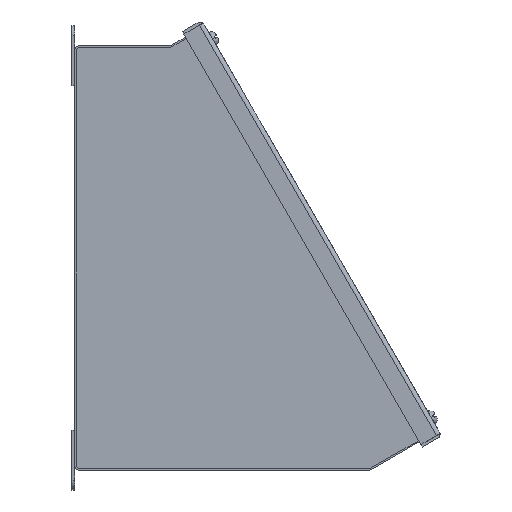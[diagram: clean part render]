
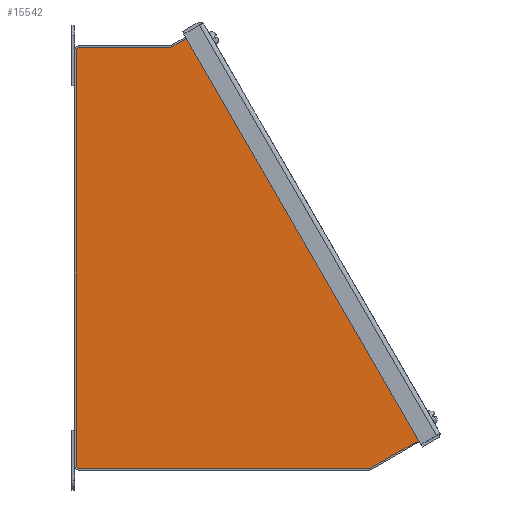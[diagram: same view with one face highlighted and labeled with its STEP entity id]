
A CAD part, left-side view. The second image highlights one B-rep face of the part: STEP entity #15542.
In plain terms, the highlighted planar face has unit normal (-1, 0, 0).
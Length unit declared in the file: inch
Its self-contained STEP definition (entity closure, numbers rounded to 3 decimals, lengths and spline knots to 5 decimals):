
#385 = LINE ( 'NONE', #21325, #16393 ) ;
#642 = VECTOR ( 'NONE', #23519, 39.37008 ) ;
#760 = DIRECTION ( 'NONE',  ( 0., -1., 0. ) ) ;
#873 = ORIENTED_EDGE ( 'NONE', *, *, #14413, .T. ) ;
#1041 = AXIS2_PLACEMENT_3D ( 'NONE', #7012, #9951, #12138 ) ;
#1095 = EDGE_CURVE ( 'NONE', #11814, #19895, #30253, .T. ) ;
#1161 = CARTESIAN_POINT ( 'NONE',  ( -5.375, 3.57128, -5.1894 ) ) ;
#1181 = ORIENTED_EDGE ( 'NONE', *, *, #13648, .T. ) ;
#1281 = DIRECTION ( 'NONE',  ( 0., 0., -1. ) ) ;
#1519 = CARTESIAN_POINT ( 'NONE',  ( -5.375, -4.79819, -3.80059 ) ) ;
#1607 = EDGE_CURVE ( 'NONE', #29775, #21070, #5109, .T. ) ;
#1628 = VERTEX_POINT ( 'NONE', #12861 ) ;
#1664 = ORIENTED_EDGE ( 'NONE', *, *, #19750, .T. ) ;
#1749 = ORIENTED_EDGE ( 'NONE', *, *, #14830, .T. ) ;
#1908 = ORIENTED_EDGE ( 'NONE', *, *, #13819, .T. ) ;
#2389 = AXIS2_PLACEMENT_3D ( 'NONE', #1161, #10632, #3786 ) ;
#2409 = ORIENTED_EDGE ( 'NONE', *, *, #1095, .F. ) ;
#3005 = VERTEX_POINT ( 'NONE', #1519 ) ;
#3391 = CARTESIAN_POINT ( 'NONE',  ( -5.375, 0.60346, 5.69934 ) ) ;
#3690 = CARTESIAN_POINT ( 'NONE',  ( -5.375, -4.79823, -3.80066 ) ) ;
#3786 = DIRECTION ( 'NONE',  ( 0., 0., -1. ) ) ;
#4722 = CARTESIAN_POINT ( 'NONE',  ( -5.375, -3.7307, -5.28293 ) ) ;
#4958 = CARTESIAN_POINT ( 'NONE',  ( -5.375, 3.57128, 5.2974 ) ) ;
#5109 = LINE ( 'NONE', #24016, #5937 ) ;
#5120 = LINE ( 'NONE', #14584, #28603 ) ;
#5445 = CARTESIAN_POINT ( 'NONE',  ( -5.375, -5.18154, -4.32058 ) ) ;
#5896 = AXIS2_PLACEMENT_3D ( 'NONE', #12526, #26472, #14240 ) ;
#5933 = LINE ( 'NONE', #11348, #26378 ) ;
#5937 = VECTOR ( 'NONE', #29600, 39.37008 ) ;
#6250 = EDGE_CURVE ( 'NONE', #24879, #19895, #385, .T. ) ;
#6317 = VERTEX_POINT ( 'NONE', #10463 ) ;
#6534 = DIRECTION ( 'NONE',  ( 0., -0.866, 0.5 ) ) ;
#6564 = AXIS2_PLACEMENT_3D ( 'NONE', #3391, #10224, #760 ) ;
#7012 = CARTESIAN_POINT ( 'NONE',  ( -5.375, -3.6767, -5.1894 ) ) ;
#7092 = VERTEX_POINT ( 'NONE', #20409 ) ;
#7211 = ORIENTED_EDGE ( 'NONE', *, *, #6250, .T. ) ;
#7744 = DIRECTION ( 'NONE',  ( 0., 0., -1. ) ) ;
#8209 = EDGE_CURVE ( 'NONE', #3005, #13184, #23057, .T. ) ;
#8647 = CARTESIAN_POINT ( 'NONE',  ( -5.375, 0.54946, 5.60581 ) ) ;
#8715 = EDGE_CURVE ( 'NONE', #14867, #24879, #30612, .T. ) ;
#9280 = EDGE_CURVE ( 'NONE', #30210, #16850, #30254, .T. ) ;
#9951 = DIRECTION ( 'NONE',  ( 1., 0., 0. ) ) ;
#9996 = DIRECTION ( 'NONE',  ( 0., -1., 0. ) ) ;
#10017 = VERTEX_POINT ( 'NONE', #3690 ) ;
#10081 = VECTOR ( 'NONE', #26224, 39.37008 ) ;
#10224 = DIRECTION ( 'NONE',  ( -1., 0., 0. ) ) ;
#10248 = EDGE_CURVE ( 'NONE', #11814, #1628, #16682, .T. ) ;
#10304 = ORIENTED_EDGE ( 'NONE', *, *, #8209, .T. ) ;
#10463 = CARTESIAN_POINT ( 'NONE',  ( -5.375, -4.86058, -3.76466 ) ) ;
#10632 = DIRECTION ( 'NONE',  ( -1., 0., 0. ) ) ;
#10839 = PLANE ( 'NONE',  #6564 ) ;
#11086 = ORIENTED_EDGE ( 'NONE', *, *, #9280, .T. ) ;
#11097 = LINE ( 'NONE', #15447, #25930 ) ;
#11348 = CARTESIAN_POINT ( 'NONE',  ( -5.375, -4.86058, -3.76466 ) ) ;
#11503 = ORIENTED_EDGE ( 'NONE', *, *, #10248, .T. ) ;
#11630 = CARTESIAN_POINT ( 'NONE',  ( -5.375, 0.29085, 5.01389 ) ) ;
#11806 = DIRECTION ( 'NONE',  ( 0., 0.5, 0.866 ) ) ;
#11814 = VERTEX_POINT ( 'NONE', #4722 ) ;
#11826 = LINE ( 'NONE', #14453, #10081 ) ;
#11985 = DIRECTION ( 'NONE',  ( 0., 0.5, 0.866 ) ) ;
#12138 = DIRECTION ( 'NONE',  ( 0., 0., -1. ) ) ;
#12366 = VECTOR ( 'NONE', #6534, 39.37008 ) ;
#12526 = CARTESIAN_POINT ( 'NONE',  ( -5.375, 0.64299, 5.55181 ) ) ;
#12861 = CARTESIAN_POINT ( 'NONE',  ( -5.375, -5.14201, -4.46811 ) ) ;
#13126 = CARTESIAN_POINT ( 'NONE',  ( -5.375, 0.29081, 5.01382 ) ) ;
#13129 = VECTOR ( 'NONE', #11806, 39.37008 ) ;
#13174 = FACE_OUTER_BOUND ( 'NONE', #22017, .T. ) ;
#13184 = VERTEX_POINT ( 'NONE', #13126 ) ;
#13273 = DIRECTION ( 'NONE',  ( 0., 0.5, 0.866 ) ) ;
#13313 = ORIENTED_EDGE ( 'NONE', *, *, #28975, .T. ) ;
#13648 = EDGE_CURVE ( 'NONE', #1628, #16109, #14998, .T. ) ;
#13693 = DIRECTION ( 'NONE',  ( 0., 0., -1. ) ) ;
#13819 = EDGE_CURVE ( 'NONE', #16850, #15376, #11826, .T. ) ;
#14002 = AXIS2_PLACEMENT_3D ( 'NONE', #15400, #17585, #1281 ) ;
#14240 = DIRECTION ( 'NONE',  ( 0., 0., -1. ) ) ;
#14413 = EDGE_CURVE ( 'NONE', #10017, #3005, #11097, .T. ) ;
#14453 = CARTESIAN_POINT ( 'NONE',  ( -5.375, 0.60346, 5.2974 ) ) ;
#14584 = CARTESIAN_POINT ( 'NONE',  ( -5.375, 3.67928, 5.69934 ) ) ;
#14830 = EDGE_CURVE ( 'NONE', #15376, #7092, #23331, .T. ) ;
#14867 = VERTEX_POINT ( 'NONE', #16474 ) ;
#14998 = CIRCLE ( 'NONE', #14002, 0.108 ) ;
#15284 = ORIENTED_EDGE ( 'NONE', *, *, #8715, .T. ) ;
#15376 = VERTEX_POINT ( 'NONE', #4958 ) ;
#15400 = CARTESIAN_POINT ( 'NONE',  ( -5.375, -5.08801, -4.37458 ) ) ;
#15447 = CARTESIAN_POINT ( 'NONE',  ( -5.375, -4.79823, -3.80066 ) ) ;
#15542 = ADVANCED_FACE ( 'NONE', ( #13174 ), #10839, .T. ) ;
#16000 = DIRECTION ( 'NONE',  ( 0., 0.866, -0.5 ) ) ;
#16109 = VERTEX_POINT ( 'NONE', #21130 ) ;
#16210 = ORIENTED_EDGE ( 'NONE', *, *, #24970, .T. ) ;
#16393 = VECTOR ( 'NONE', #9996, 39.37008 ) ;
#16474 = CARTESIAN_POINT ( 'NONE',  ( -5.375, 3.67928, -5.1894 ) ) ;
#16604 = CARTESIAN_POINT ( 'NONE',  ( -5.375, -4.79823, -3.80066 ) ) ;
#16682 = LINE ( 'NONE', #28937, #642 ) ;
#16815 = ORIENTED_EDGE ( 'NONE', *, *, #1607, .T. ) ;
#16844 = ORIENTED_EDGE ( 'NONE', *, *, #27371, .T. ) ;
#16850 = VERTEX_POINT ( 'NONE', #28615 ) ;
#17211 = VECTOR ( 'NONE', #18272, 39.37008 ) ;
#17577 = CARTESIAN_POINT ( 'NONE',  ( -5.375, 3.57128, -5.2974 ) ) ;
#17585 = DIRECTION ( 'NONE',  ( -1., 0., 0. ) ) ;
#17670 = EDGE_CURVE ( 'NONE', #13184, #22427, #19090, .T. ) ;
#17797 = CIRCLE ( 'NONE', #5896, 0.108 ) ;
#18272 = DIRECTION ( 'NONE',  ( 0., 0.5, 0.866 ) ) ;
#19090 = LINE ( 'NONE', #16604, #13129 ) ;
#19191 = VECTOR ( 'NONE', #16000, 39.37008 ) ;
#19750 = EDGE_CURVE ( 'NONE', #21070, #30210, #17797, .T. ) ;
#19895 = VERTEX_POINT ( 'NONE', #25058 ) ;
#20409 = CARTESIAN_POINT ( 'NONE',  ( -5.375, 3.67928, 5.1894 ) ) ;
#20638 = LINE ( 'NONE', #30250, #12366 ) ;
#20655 = DIRECTION ( 'NONE',  ( -1., 0., 0. ) ) ;
#20769 = EDGE_CURVE ( 'NONE', #22427, #29775, #20638, .T. ) ;
#20951 = CARTESIAN_POINT ( 'NONE',  ( -5.375, 0.69699, 5.64534 ) ) ;
#21070 = VERTEX_POINT ( 'NONE', #8647 ) ;
#21130 = CARTESIAN_POINT ( 'NONE',  ( -5.375, -5.18154, -4.32058 ) ) ;
#21325 = CARTESIAN_POINT ( 'NONE',  ( -5.375, 0.60346, -5.2974 ) ) ;
#21366 = AXIS2_PLACEMENT_3D ( 'NONE', #25471, #20655, #13693 ) ;
#21598 = CARTESIAN_POINT ( 'NONE',  ( -5.375, 0.69699, 5.64534 ) ) ;
#21635 = CARTESIAN_POINT ( 'NONE',  ( -5.375, 0.2285, 5.04989 ) ) ;
#22017 = EDGE_LOOP ( 'NONE', ( #873, #10304, #23302, #25850, #16815, #1664, #11086, #1908, #1749, #13313, #15284, #7211, #2409, #11503, #1181, #16844, #16210 ) ) ;
#22427 = VERTEX_POINT ( 'NONE', #11630 ) ;
#23057 = LINE ( 'NONE', #27719, #17211 ) ;
#23302 = ORIENTED_EDGE ( 'NONE', *, *, #17670, .T. ) ;
#23331 = CIRCLE ( 'NONE', #21366, 0.108 ) ;
#23519 = DIRECTION ( 'NONE',  ( 0., -0.866, 0.5 ) ) ;
#24016 = CARTESIAN_POINT ( 'NONE',  ( -5.375, 0.2285, 5.04989 ) ) ;
#24879 = VERTEX_POINT ( 'NONE', #17577 ) ;
#24970 = EDGE_CURVE ( 'NONE', #6317, #10017, #5933, .T. ) ;
#25058 = CARTESIAN_POINT ( 'NONE',  ( -5.375, -3.6767, -5.2974 ) ) ;
#25471 = CARTESIAN_POINT ( 'NONE',  ( -5.375, 3.57128, 5.1894 ) ) ;
#25850 = ORIENTED_EDGE ( 'NONE', *, *, #20769, .T. ) ;
#25930 = VECTOR ( 'NONE', #13273, 39.37008 ) ;
#26224 = DIRECTION ( 'NONE',  ( 0., 1., 0. ) ) ;
#26378 = VECTOR ( 'NONE', #27481, 39.37008 ) ;
#26472 = DIRECTION ( 'NONE',  ( -1., 0., 0. ) ) ;
#27371 = EDGE_CURVE ( 'NONE', #16109, #6317, #29178, .T. ) ;
#27481 = DIRECTION ( 'NONE',  ( 0., 0.866, -0.5 ) ) ;
#27719 = CARTESIAN_POINT ( 'NONE',  ( -5.375, -4.79819, -3.80059 ) ) ;
#28542 = VECTOR ( 'NONE', #11985, 39.37008 ) ;
#28603 = VECTOR ( 'NONE', #7744, 39.37008 ) ;
#28615 = CARTESIAN_POINT ( 'NONE',  ( -5.375, 1.29963, 5.2974 ) ) ;
#28937 = CARTESIAN_POINT ( 'NONE',  ( -5.375, -3.7307, -5.28293 ) ) ;
#28975 = EDGE_CURVE ( 'NONE', #7092, #14867, #5120, .T. ) ;
#29178 = LINE ( 'NONE', #5445, #28542 ) ;
#29600 = DIRECTION ( 'NONE',  ( 0., 0.5, 0.866 ) ) ;
#29775 = VERTEX_POINT ( 'NONE', #21635 ) ;
#30210 = VERTEX_POINT ( 'NONE', #21598 ) ;
#30250 = CARTESIAN_POINT ( 'NONE',  ( -5.375, 0.29085, 5.01389 ) ) ;
#30253 = CIRCLE ( 'NONE', #1041, 0.108 ) ;
#30254 = LINE ( 'NONE', #20951, #19191 ) ;
#30612 = CIRCLE ( 'NONE', #2389, 0.108 ) ;
